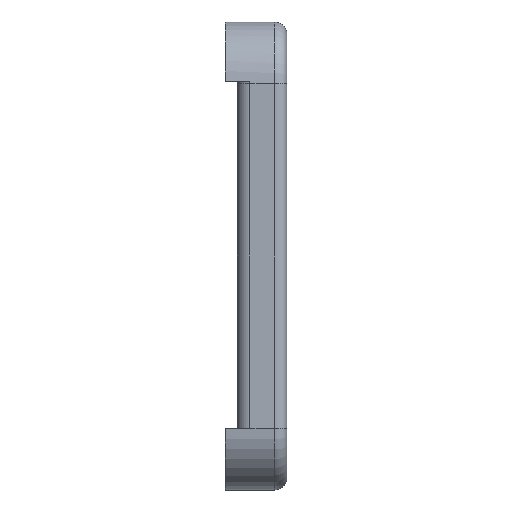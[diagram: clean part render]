
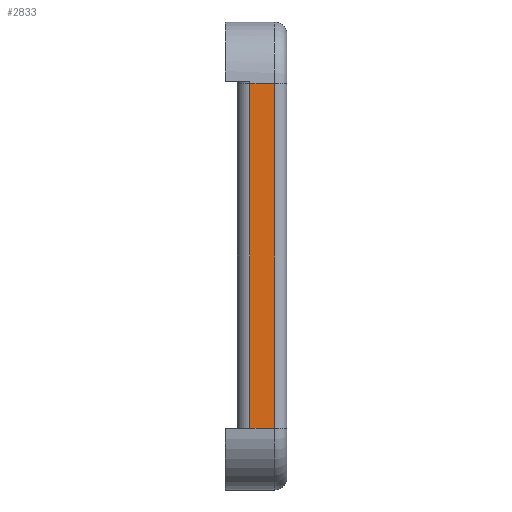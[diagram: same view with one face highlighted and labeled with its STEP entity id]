
A CAD part, left-side view. The second image highlights one B-rep face of the part: STEP entity #2833.
In plain terms, the highlighted planar face has unit normal (-1, 0, 0).
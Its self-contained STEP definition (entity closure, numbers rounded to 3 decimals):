
#133 = LINE ( 'NONE', #2809, #3110 ) ;
#357 = VERTEX_POINT ( 'NONE', #1473 ) ;
#441 = ORIENTED_EDGE ( 'NONE', *, *, #3357, .T. ) ;
#563 = EDGE_CURVE ( 'NONE', #357, #3477, #1150, .T. ) ;
#592 = DIRECTION ( 'NONE',  ( 1., 0., 0. ) ) ;
#672 = DIRECTION ( 'NONE',  ( 0., 0., -1. ) ) ;
#991 = CARTESIAN_POINT ( 'NONE',  ( -25., 5., 13.9 ) ) ;
#1083 = VECTOR ( 'NONE', #3035, 1000. ) ;
#1123 = CARTESIAN_POINT ( 'NONE',  ( -25., 3., 13.9 ) ) ;
#1150 = LINE ( 'NONE', #991, #2938 ) ;
#1159 = EDGE_LOOP ( 'NONE', ( #441, #2170, #1307, #3567 ) ) ;
#1229 = CARTESIAN_POINT ( 'NONE',  ( -25., 3., 18.9 ) ) ;
#1307 = ORIENTED_EDGE ( 'NONE', *, *, #563, .T. ) ;
#1363 = VERTEX_POINT ( 'NONE', #3042 ) ;
#1473 = CARTESIAN_POINT ( 'NONE',  ( -25., 1., 13.9 ) ) ;
#1753 = CARTESIAN_POINT ( 'NONE',  ( -25., 3., -13.9 ) ) ;
#1789 = DIRECTION ( 'NONE',  ( 0., 0., -1. ) ) ;
#1924 = LINE ( 'NONE', #3319, #1083 ) ;
#2170 = ORIENTED_EDGE ( 'NONE', *, *, #2262, .T. ) ;
#2262 = EDGE_CURVE ( 'NONE', #1363, #357, #133, .T. ) ;
#2290 = VERTEX_POINT ( 'NONE', #1753 ) ;
#2348 = AXIS2_PLACEMENT_3D ( 'NONE', #2951, #592, #1789 ) ;
#2480 = DIRECTION ( 'NONE',  ( 0., 1., 0. ) ) ;
#2519 = FACE_OUTER_BOUND ( 'NONE', #1159, .T. ) ;
#2809 = CARTESIAN_POINT ( 'NONE',  ( -25., 1., 13.9 ) ) ;
#2833 = ADVANCED_FACE ( 'NONE', ( #2519 ), #3203, .F. ) ;
#2938 = VECTOR ( 'NONE', #2480, 1000. ) ;
#2950 = DIRECTION ( 'NONE',  ( 0., 0., 1. ) ) ;
#2951 = CARTESIAN_POINT ( 'NONE',  ( -25., 5., 18.9 ) ) ;
#3035 = DIRECTION ( 'NONE',  ( 0., -1., 0. ) ) ;
#3042 = CARTESIAN_POINT ( 'NONE',  ( -25., 1., -13.9 ) ) ;
#3102 = VECTOR ( 'NONE', #672, 1000. ) ;
#3110 = VECTOR ( 'NONE', #2950, 1000. ) ;
#3203 = PLANE ( 'NONE',  #2348 ) ;
#3233 = EDGE_CURVE ( 'NONE', #3477, #2290, #3588, .T. ) ;
#3319 = CARTESIAN_POINT ( 'NONE',  ( -25., 5., -13.9 ) ) ;
#3357 = EDGE_CURVE ( 'NONE', #2290, #1363, #1924, .T. ) ;
#3477 = VERTEX_POINT ( 'NONE', #1123 ) ;
#3567 = ORIENTED_EDGE ( 'NONE', *, *, #3233, .T. ) ;
#3588 = LINE ( 'NONE', #1229, #3102 ) ;
